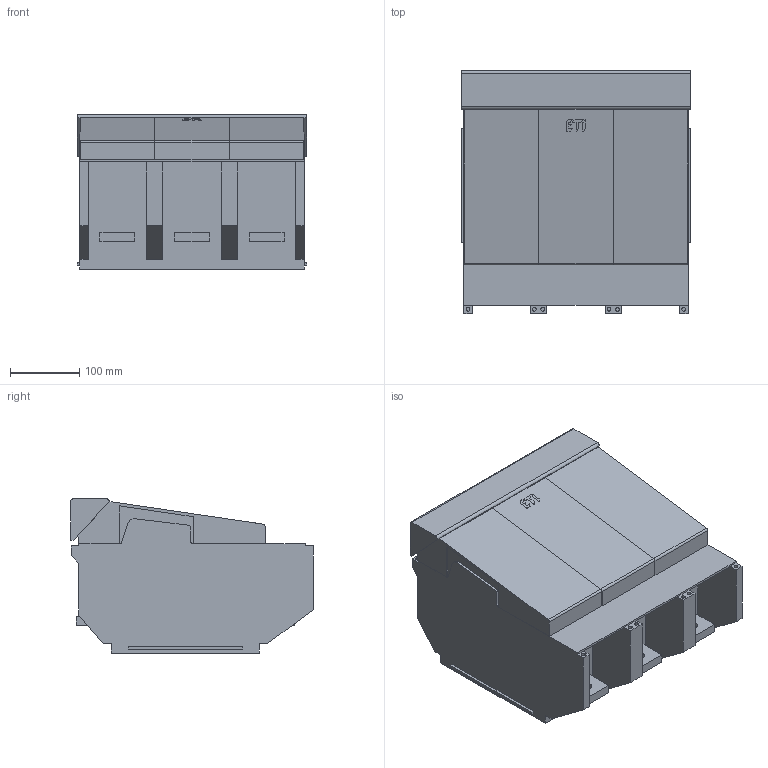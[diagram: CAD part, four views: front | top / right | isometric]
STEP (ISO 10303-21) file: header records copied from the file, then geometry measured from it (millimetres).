
FILE_DESCRIPTION((''),'2;1');
FILE_NAME('T4911000_L_NH_SICH-LASTTRENNER__ASM','2018-03-06T',('luka.skrinjar'),('Audax d.o.o.'),'CREO PARAMETRIC BY PTC INC, 2016050','CREO PARAMETRIC BY PTC INC, 2016050','');
FILE_SCHEMA(('AUTOMOTIVE_DESIGN { 1 0 10303 214 1 1 1 1 }'));
Length unit declared in the file: millimetre
Products named in the file (2): PRT0003; T4911000_L_NH_SICH-LASTTRENNER__ASM
Assembly tree (1 placements, depth 2):
  T4911000_L_NH_SICH-LASTTRENNER__ASM
    PRT0003
Bounding box: 332 x 351 x 223 mm (x, y, z)
Volume: 10836423.9 mm3; surface area: 980424.3 mm2
Topology: 1 solids, 3 shells, 433 faces, 1133 edges, 755 vertices
Faces by surface type: plane 289, cylinder 144
Entity records: 16303 total; most frequent: CARTESIAN_POINT 2431, ORIENTED_EDGE 2266, DIRECTION 2264, EDGE_CURVE 1133, VECTOR 824, LINE 824, VERTEX_POINT 755, AXIS2_PLACEMENT_3D 720
